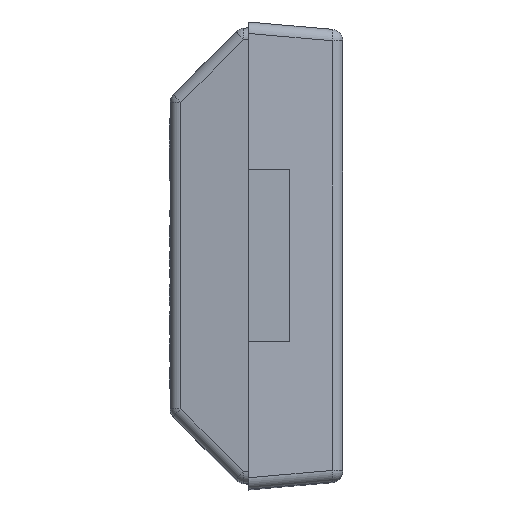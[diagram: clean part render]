
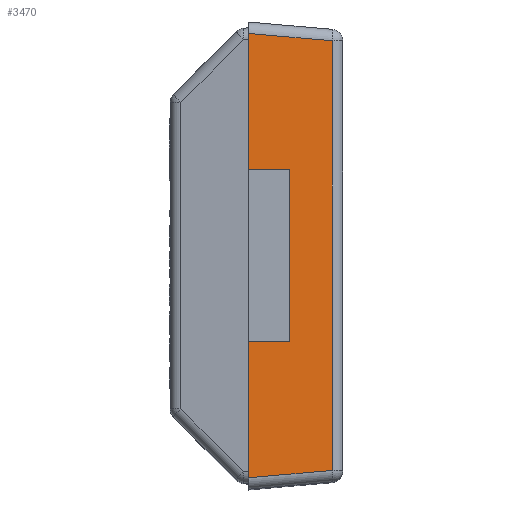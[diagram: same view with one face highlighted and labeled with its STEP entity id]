
A CAD part, top view. The second image highlights one B-rep face of the part: STEP entity #3470.
In plain terms, the highlighted planar face has unit normal (0.087, 0, 0.996).
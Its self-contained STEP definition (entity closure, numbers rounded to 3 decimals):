
#228=PLANE('',#3740);
#557=LINE('',#5872,#926);
#562=LINE('',#5900,#931);
#564=LINE('',#5903,#933);
#571=LINE('',#5914,#940);
#926=VECTOR('',#4489,1.);
#931=VECTOR('',#4520,1.);
#933=VECTOR('',#4524,1.);
#940=VECTOR('',#4539,1.);
#1213=FACE_OUTER_BOUND('',#1428,.T.);
#1428=EDGE_LOOP('',(#3114,#3115,#3116,#3117));
#1776=VERTEX_POINT('',#5861);
#1779=VERTEX_POINT('',#5868);
#1788=VERTEX_POINT('',#5893);
#1790=VERTEX_POINT('',#5898);
#2223=EDGE_CURVE('',#1776,#1779,#557,.T.);
#2236=EDGE_CURVE('',#1790,#1788,#562,.T.);
#2238=EDGE_CURVE('',#1788,#1776,#564,.T.);
#2245=EDGE_CURVE('',#1790,#1779,#571,.T.);
#3114=ORIENTED_EDGE('',*,*,#2223,.F.);
#3115=ORIENTED_EDGE('',*,*,#2238,.F.);
#3116=ORIENTED_EDGE('',*,*,#2236,.F.);
#3117=ORIENTED_EDGE('',*,*,#2245,.T.);
#3470=ADVANCED_FACE('',(#1213),#228,.T.);
#3740=AXIS2_PLACEMENT_3D('',#5913,#4537,#4538);
#4489=DIRECTION('',(-0.992,-0.087,0.087));
#4520=DIRECTION('',(0.992,-0.087,-0.087));
#4524=DIRECTION('',(0.,-1.,0.));
#4537=DIRECTION('center_axis',(0.087,0.,
0.996));
#4538=DIRECTION('ref_axis',(0.,-1.,0.));
#4539=DIRECTION('',(0.,-1.,0.));
#5861=CARTESIAN_POINT('',(0.549,-1.867,5.32));
#5868=CARTESIAN_POINT('',(-0.18,-1.93,5.384));
#5872=CARTESIAN_POINT('',(-0.012,-1.916,5.369));
#5893=CARTESIAN_POINT('',(0.549,1.867,5.32));
#5898=CARTESIAN_POINT('',(-0.18,1.93,5.384));
#5900=CARTESIAN_POINT('',(-0.014,1.916,5.369));
#5903=CARTESIAN_POINT('',(0.549,-1.015,5.32));
#5913=CARTESIAN_POINT('Origin',(-0.18,-2.03,5.384));
#5914=CARTESIAN_POINT('',(-0.18,2.03,5.384));
